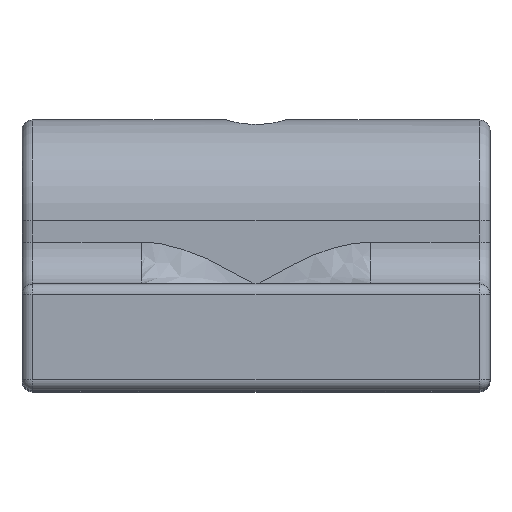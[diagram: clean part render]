
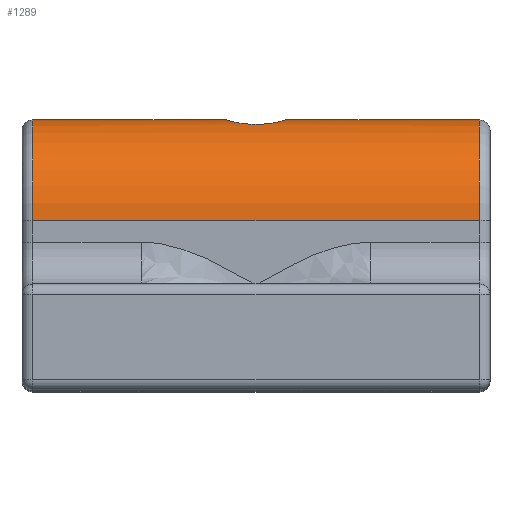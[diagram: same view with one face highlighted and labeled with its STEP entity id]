
A CAD part, top view. The second image highlights one B-rep face of the part: STEP entity #1289.
In plain terms, the highlighted cylindrical face has radius 4.75 mm (diameter 9.5 mm), a partial arc.
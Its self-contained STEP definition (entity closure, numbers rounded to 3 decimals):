
#19=FACE_BOUND('',#309,.T.);
#132=CIRCLE('',#1449,4.75);
#149=CIRCLE('',#1476,4.75);
#226=FACE_OUTER_BOUND('',#308,.T.);
#308=EDGE_LOOP('',(#1061,#1062,#1063,#1064));
#309=EDGE_LOOP('',(#1065,#1066));
#391=LINE('',#2413,#467);
#393=LINE('',#2433,#469);
#467=VECTOR('',#1887,10.);
#469=VECTOR('',#1891,10.);
#488=B_SPLINE_CURVE_WITH_KNOTS('',3,(#1970,#1971,#1972,#1973,#1974,#1975,
#1976,#1977,#1978,#1979),.UNSPECIFIED.,.F.,.F.,(4,2,2,2,4),(0.,0.053,
0.106,0.159,0.212),.UNSPECIFIED.);
#489=B_SPLINE_CURVE_WITH_KNOTS('',3,(#1980,#1981,#1982,#1983,#1984,#1985,
#1986,#1987,#1988,#1989,#1990,#1991,#1992,#1993,#1994,#1995,#1996,#1997,
#1998,#1999,#2000,#2001,#2002,#2003,#2004,#2005),.UNSPECIFIED.,.F.,.F.,
(4,2,2,2,2,2,2,2,2,2,2,2,4),(0.212,0.265,0.318,
0.372,0.425,0.478,0.531,
0.584,0.637,0.69,0.743,
0.796,0.849),.UNSPECIFIED.);
#500=VERTEX_POINT('',#1968);
#501=VERTEX_POINT('',#1969);
#576=VERTEX_POINT('',#2326);
#578=VERTEX_POINT('',#2332);
#590=VERTEX_POINT('',#2376);
#592=VERTEX_POINT('',#2382);
#610=EDGE_CURVE('',#500,#501,#488,.T.);
#611=EDGE_CURVE('',#501,#500,#489,.T.);
#730=EDGE_CURVE('',#576,#578,#132,.T.);
#756=EDGE_CURVE('',#590,#592,#149,.T.);
#770=EDGE_CURVE('',#590,#578,#391,.T.);
#774=EDGE_CURVE('',#592,#576,#393,.T.);
#1061=ORIENTED_EDGE('',*,*,#730,.F.);
#1062=ORIENTED_EDGE('',*,*,#774,.F.);
#1063=ORIENTED_EDGE('',*,*,#756,.F.);
#1064=ORIENTED_EDGE('',*,*,#770,.T.);
#1065=ORIENTED_EDGE('',*,*,#610,.T.);
#1066=ORIENTED_EDGE('',*,*,#611,.T.);
#1220=CYLINDRICAL_SURFACE('',#1491,4.75);
#1289=ADVANCED_FACE('',(#226,#19),#1220,.T.);
#1449=AXIS2_PLACEMENT_3D('',#2336,#1788,#1789);
#1476=AXIS2_PLACEMENT_3D('',#2386,#1851,#1852);
#1491=AXIS2_PLACEMENT_3D('',#2432,#1889,#1890);
#1788=DIRECTION('center_axis',(-1.,0.,0.));
#1789=DIRECTION('ref_axis',(0.,1.,0.));
#1851=DIRECTION('center_axis',(1.,0.,0.));
#1852=DIRECTION('ref_axis',(0.,1.,0.));
#1887=DIRECTION('',(-1.,0.,0.));
#1889=DIRECTION('center_axis',(-1.,0.,0.));
#1890=DIRECTION('ref_axis',(0.,0.,-1.));
#1891=DIRECTION('',(-1.,0.,0.));
#1968=CARTESIAN_POINT('',(0.,12.539,1.4));
#1969=CARTESIAN_POINT('',(-1.4,12.75,0.));
#1970=CARTESIAN_POINT('Ctrl Pts',(0.,12.539,
1.4));
#1971=CARTESIAN_POINT('Ctrl Pts',(-0.177,12.539,1.4));
#1972=CARTESIAN_POINT('Ctrl Pts',(-0.365,12.55,1.364));
#1973=CARTESIAN_POINT('Ctrl Pts',(-0.71,12.591,1.221));
#1974=CARTESIAN_POINT('Ctrl Pts',(-0.866,12.619,1.114));
#1975=CARTESIAN_POINT('Ctrl Pts',(-1.114,12.672,0.866));
#1976=CARTESIAN_POINT('Ctrl Pts',(-1.221,12.7,0.71));
#1977=CARTESIAN_POINT('Ctrl Pts',(-1.364,12.739,0.365));
#1978=CARTESIAN_POINT('Ctrl Pts',(-1.4,12.75,0.177));
#1979=CARTESIAN_POINT('Ctrl Pts',(-1.4,12.75,0.));
#1980=CARTESIAN_POINT('Ctrl Pts',(-1.4,12.75,0.));
#1981=CARTESIAN_POINT('Ctrl Pts',(-1.4,12.75,-0.177));
#1982=CARTESIAN_POINT('Ctrl Pts',(-1.364,12.739,-0.365));
#1983=CARTESIAN_POINT('Ctrl Pts',(-1.221,12.7,-0.71));
#1984=CARTESIAN_POINT('Ctrl Pts',(-1.114,12.672,-0.866));
#1985=CARTESIAN_POINT('Ctrl Pts',(-0.866,12.619,-1.114));
#1986=CARTESIAN_POINT('Ctrl Pts',(-0.71,12.591,-1.221));
#1987=CARTESIAN_POINT('Ctrl Pts',(-0.365,12.55,-1.364));
#1988=CARTESIAN_POINT('Ctrl Pts',(-0.177,12.539,-1.4));
#1989=CARTESIAN_POINT('Ctrl Pts',(0.177,12.539,-1.4));
#1990=CARTESIAN_POINT('Ctrl Pts',(0.365,12.55,-1.364));
#1991=CARTESIAN_POINT('Ctrl Pts',(0.71,12.591,-1.221));
#1992=CARTESIAN_POINT('Ctrl Pts',(0.866,12.619,-1.114));
#1993=CARTESIAN_POINT('Ctrl Pts',(1.114,12.672,-0.866));
#1994=CARTESIAN_POINT('Ctrl Pts',(1.221,12.7,-0.71));
#1995=CARTESIAN_POINT('Ctrl Pts',(1.364,12.739,-0.365));
#1996=CARTESIAN_POINT('Ctrl Pts',(1.4,12.75,-0.177));
#1997=CARTESIAN_POINT('Ctrl Pts',(1.4,12.75,0.177));
#1998=CARTESIAN_POINT('Ctrl Pts',(1.364,12.739,0.365));
#1999=CARTESIAN_POINT('Ctrl Pts',(1.221,12.7,0.71));
#2000=CARTESIAN_POINT('Ctrl Pts',(1.114,12.672,0.866));
#2001=CARTESIAN_POINT('Ctrl Pts',(0.866,12.619,1.114));
#2002=CARTESIAN_POINT('Ctrl Pts',(0.71,12.591,1.221));
#2003=CARTESIAN_POINT('Ctrl Pts',(0.365,12.55,1.364));
#2004=CARTESIAN_POINT('Ctrl Pts',(0.177,12.539,1.4));
#2005=CARTESIAN_POINT('Ctrl Pts',(0.,12.539,
1.4));
#2326=CARTESIAN_POINT('',(-10.5,8.,4.75));
#2332=CARTESIAN_POINT('',(-10.5,8.,-4.75));
#2336=CARTESIAN_POINT('Origin',(-10.5,8.,0.));
#2376=CARTESIAN_POINT('',(10.5,8.,-4.75));
#2382=CARTESIAN_POINT('',(10.5,8.,4.75));
#2386=CARTESIAN_POINT('Origin',(10.5,8.,0.));
#2413=CARTESIAN_POINT('',(11.,8.,-4.75));
#2432=CARTESIAN_POINT('Origin',(11.,8.,0.));
#2433=CARTESIAN_POINT('',(11.,8.,4.75));
